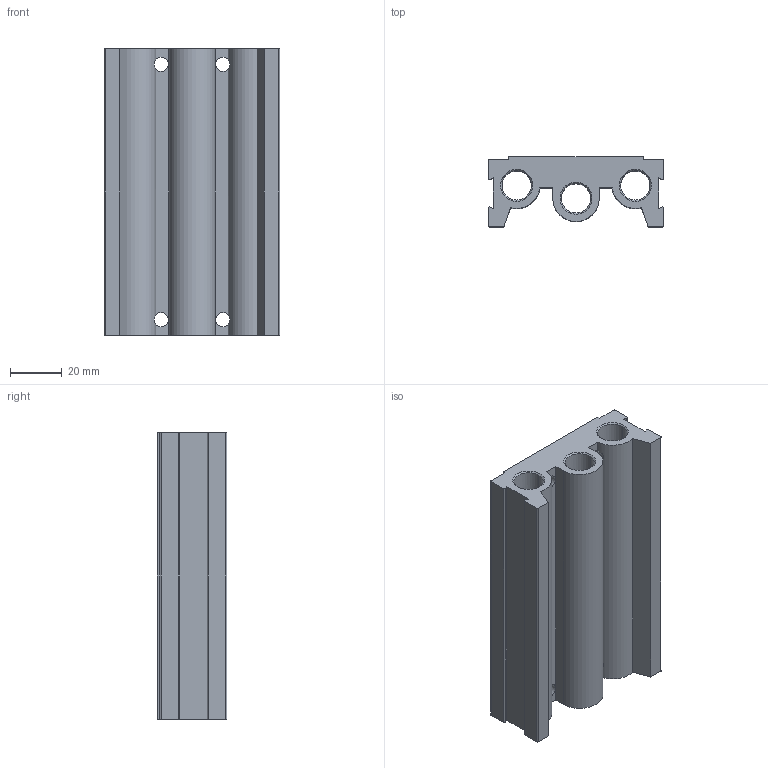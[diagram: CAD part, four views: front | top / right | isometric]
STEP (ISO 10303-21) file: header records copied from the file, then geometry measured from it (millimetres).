
FILE_DESCRIPTION (( 'STEP AP203' ), '1' );
FILE_NAME ('mf4500-03.step', '2019-10-17T07:36:01', ( 'yrd8' ), ( 'Hewlett-Packard Company' ), 'SwSTEP 2.0', 'SolidWorks 2008', '' );
FILE_SCHEMA (( 'CONFIG_CONTROL_DESIGN' ));
Length unit declared in the file: millimetre
Products named in the file (1): mf4500-03
Bounding box: 68 x 27 x 111 mm (x, y, z)
Volume: 106364.1 mm3; surface area: 43613.8 mm2
Topology: 1 solids, 1 shells, 134 faces, 342 edges, 224 vertices
Faces by surface type: cylinder 73, plane 49, cone 12
Entity records: 4625 total; most frequent: CARTESIAN_POINT 1135, DIRECTION 746, ORIENTED_EDGE 684, EDGE_CURVE 342, AXIS2_PLACEMENT_3D 291, VERTEX_POINT 224, EDGE_LOOP 174, LINE 164
